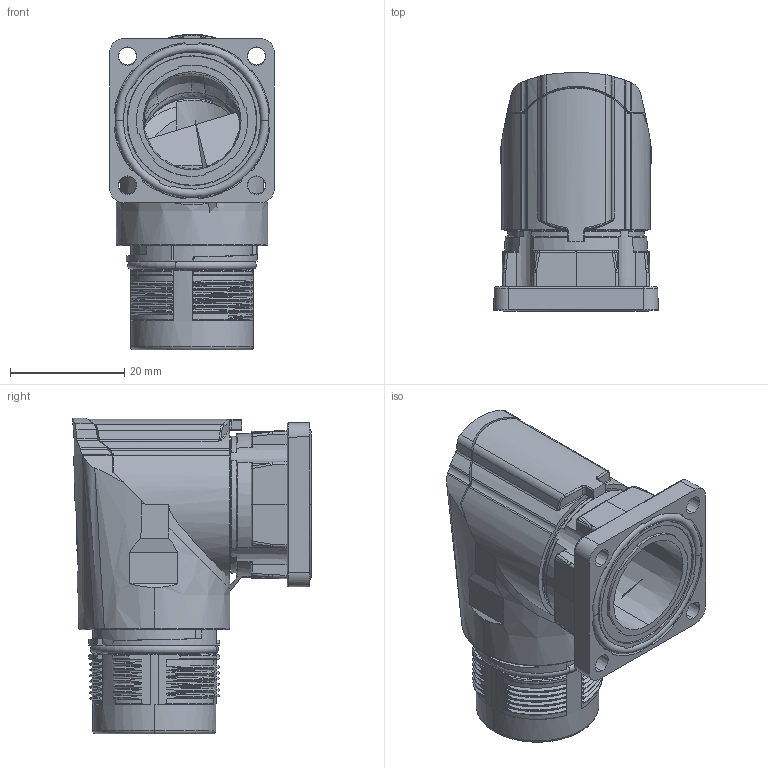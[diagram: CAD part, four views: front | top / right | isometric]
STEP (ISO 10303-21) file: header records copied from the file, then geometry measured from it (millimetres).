
FILE_DESCRIPTION((''),'2;1');
FILE_NAME('M23-MC06-BKP28_8-SE_SW0001','2020-12-24T',('zq.xu'),(''),'PRO/ENGINEER BY PARAMETRIC TECHNOLOGY CORPORATION, 2012480','PRO/ENGINEER BY PARAMETRIC TECHNOLOGY CORPORATION, 2012480','');
FILE_SCHEMA(('AUTOMOTIVE_DESIGN { 1 0 10303 214 1 1 1 1 }'));
Length unit declared in the file: millimetre
Products named in the file (1): M23-MC06-BKP28_8-SE_SW0001
Bounding box: 28.8 x 41.79 x 55.24 mm (x, y, z)
Volume: 21795 mm3; surface area: 23210 mm2
Topology: 2 solids, 2 shells, 2575 faces, 7223 edges, 4696 vertices
Faces by surface type: plane 845, cylinder 592, bspline 520, cone 404, torus 122, extrusion 67, sphere 25
Entity records: 120932 total; most frequent: CARTESIAN_POINT 60413, ORIENTED_EDGE 14446, DIRECTION 10072, EDGE_CURVE 7223, VERTEX_POINT 4696, AXIS2_PLACEMENT_3D 3657, B_SPLINE_CURVE_WITH_KNOTS 2930, VECTOR 2758
